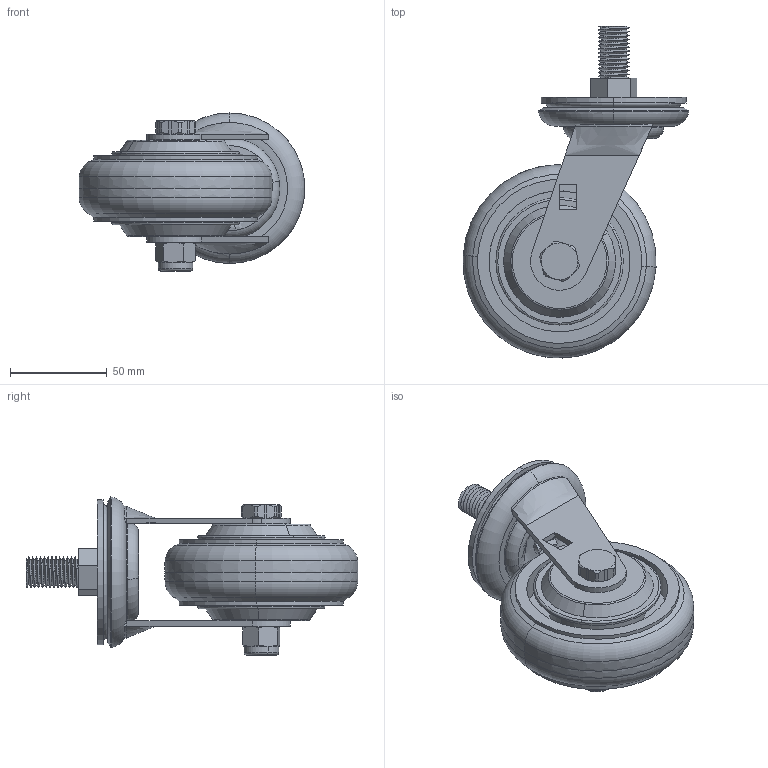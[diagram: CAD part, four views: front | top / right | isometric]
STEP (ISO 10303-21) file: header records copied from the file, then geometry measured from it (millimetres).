
FILE_DESCRIPTION (( 'STEP AP203' ), '1' );
FILE_NAME ('APC-5240 SS.STEP', '2018-07-17T05:49:42', ( '' ), ( '' ), 'SwSTEP 2.0', 'SolidWorks 2018', '' );
FILE_SCHEMA (( 'CONFIG_CONTROL_DESIGN' ));
Length unit declared in the file: millimetre
Products named in the file (10): APC-500 PIN; nylon nut (type1)_ks_KS B 1044 T1 - M12-N; APC-500 SS SHAFT; APC-5240SS TOP PLATE; APC-5240 SS; APC-500 FRAME; APC-500 UNDER RING; APC-500 WHEEL; APC-500 WHEEL COVER; APC-500 WHEEL ASSAY
Assembly tree (10 placements, depth 3):
  APC-5240 SS
    APC-5240SS TOP PLATE
    APC-500 FRAME
    APC-500 UNDER RING
    APC-500 WHEEL ASSAY
      APC-500 WHEEL
      APC-500 WHEEL COVER  x2
    APC-500 PIN
    nylon nut (type1)_ks_KS B 1044 T1 - M12-N
    APC-500 SS SHAFT
Bounding box: 116.97 x 171.93 x 81.9 mm (x, y, z)
Volume: 294930.7 mm3; surface area: 101574.7 mm2
Topology: 9 solids, 9 shells, 309 faces, 732 edges, 452 vertices
Faces by surface type: cylinder 115, plane 88, torus 50, cone 42, bspline 14
Entity records: 13443 total; most frequent: CARTESIAN_POINT 5801, ORIENTED_EDGE 1412, DIRECTION 1369, EDGE_CURVE 706, AXIS2_PLACEMENT_3D 572, VERTEX_POINT 436, EDGE_LOOP 324, FACE_OUTER_BOUND 296
